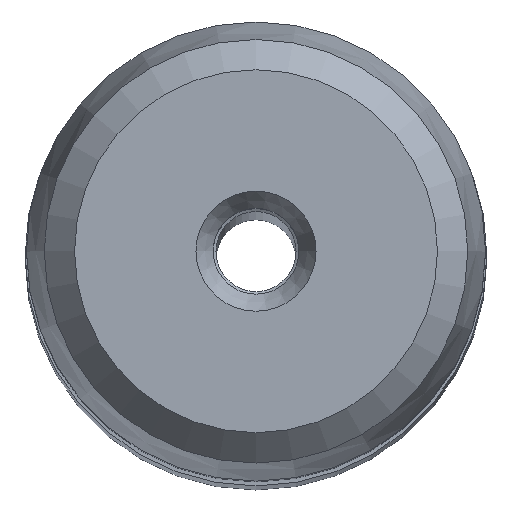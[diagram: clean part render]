
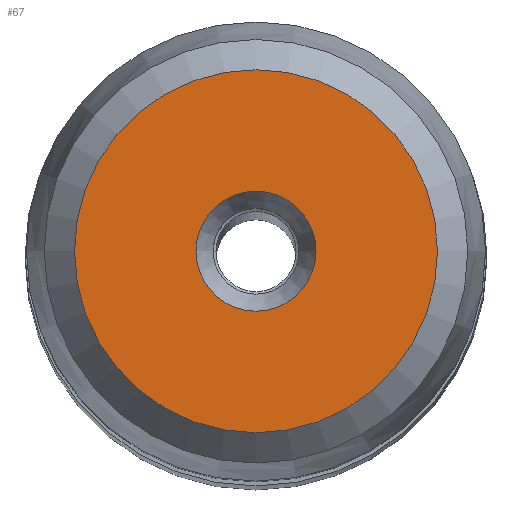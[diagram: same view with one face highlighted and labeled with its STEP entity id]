
A CAD part, top view. The second image highlights one B-rep face of the part: STEP entity #67.
In plain terms, the highlighted planar face has unit normal (0, 0, 1).
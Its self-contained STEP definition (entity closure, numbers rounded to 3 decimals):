
#67=ADVANCED_FACE('',(#108,#109),#96,.F.);
#96=PLANE('',#884);
#108=FACE_BOUND('',#150,.T.);
#109=FACE_BOUND('',#151,.T.);
#150=EDGE_LOOP('',(#200));
#151=EDGE_LOOP('',(#201));
#200=ORIENTED_EDGE('',*,*,#324,.F.);
#201=ORIENTED_EDGE('',*,*,#325,.T.);
#288=VERTEX_POINT('',#1198);
#289=VERTEX_POINT('',#1200);
#324=EDGE_CURVE('',#288,#288,#368,.T.);
#325=EDGE_CURVE('',#289,#289,#369,.T.);
#368=CIRCLE('',#882,1.05);
#369=CIRCLE('',#883,3.175);
#882=AXIS2_PLACEMENT_3D('',#1197,#1003,#1004);
#883=AXIS2_PLACEMENT_3D('',#1199,#1005,#1006);
#884=AXIS2_PLACEMENT_3D('',#1201,#1007,#1008);
#1003=DIRECTION('',(0.,0.,1.));
#1004=DIRECTION('',(-1.,0.,0.));
#1005=DIRECTION('',(0.,0.,1.));
#1006=DIRECTION('',(-1.,0.,0.));
#1007=DIRECTION('',(0.,0.,-1.));
#1008=DIRECTION('',(-1.,0.,0.));
#1197=CARTESIAN_POINT('',(0.,0.,90.));
#1198=CARTESIAN_POINT('',(-1.05,0.,90.));
#1199=CARTESIAN_POINT('',(0.,0.,90.));
#1200=CARTESIAN_POINT('',(-3.175,0.,90.));
#1201=CARTESIAN_POINT('',(0.,0.,90.));
